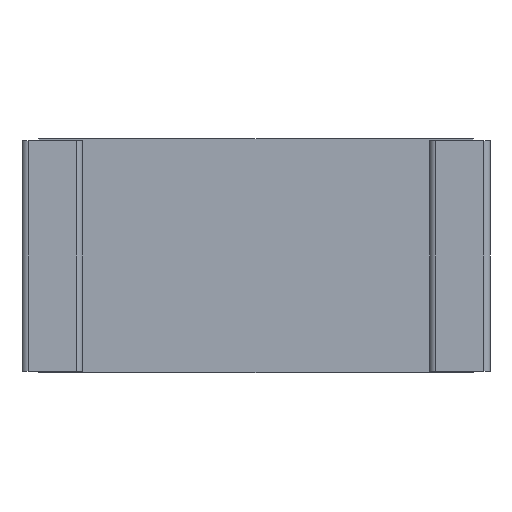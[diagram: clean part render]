
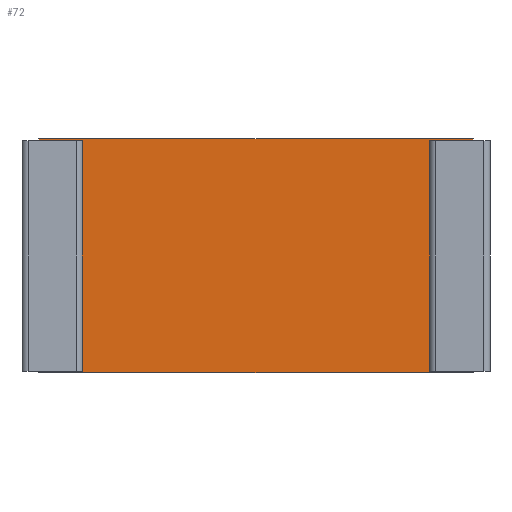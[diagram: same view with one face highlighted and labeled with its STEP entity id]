
A CAD part, front view. The second image highlights one B-rep face of the part: STEP entity #72.
In plain terms, the highlighted planar face has unit normal (0, -1, 0).
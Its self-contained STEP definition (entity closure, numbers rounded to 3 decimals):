
#72=ADVANCED_FACE('',(#141),#142,.F.);
#141=FACE_OUTER_BOUND('',#224,.T.);
#142=PLANE('',#225);
#224=EDGE_LOOP('',(#488,#489,#490,#491,#492,#493,#494,#495,#496,#497,#498,#499));
#225=AXIS2_PLACEMENT_3D('',#500,#501,#502);
#488=ORIENTED_EDGE('',*,*,#701,.T.);
#489=ORIENTED_EDGE('',*,*,#693,.T.);
#490=ORIENTED_EDGE('',*,*,#643,.F.);
#491=ORIENTED_EDGE('',*,*,#702,.T.);
#492=ORIENTED_EDGE('',*,*,#699,.T.);
#493=ORIENTED_EDGE('',*,*,#687,.F.);
#494=ORIENTED_EDGE('',*,*,#703,.F.);
#495=ORIENTED_EDGE('',*,*,#652,.T.);
#496=ORIENTED_EDGE('',*,*,#698,.T.);
#497=ORIENTED_EDGE('',*,*,#606,.F.);
#498=ORIENTED_EDGE('',*,*,#640,.F.);
#499=ORIENTED_EDGE('',*,*,#658,.F.);
#500=CARTESIAN_POINT('',(1.44,-0.165,0.775));
#501=DIRECTION('',(-0.0,1.0,0.0));
#502=DIRECTION('',(1.0,0.0,0.0));
#606=EDGE_CURVE('',#720,#722,#723,.T.);
#640=EDGE_CURVE('',#784,#720,#785,.T.);
#643=EDGE_CURVE('',#787,#789,#790,.T.);
#652=EDGE_CURVE('',#806,#804,#807,.T.);
#658=EDGE_CURVE('',#816,#784,#818,.T.);
#687=EDGE_CURVE('',#861,#863,#864,.T.);
#693=EDGE_CURVE('',#874,#789,#875,.T.);
#698=EDGE_CURVE('',#804,#722,#883,.T.);
#699=EDGE_CURVE('',#884,#863,#885,.T.);
#701=EDGE_CURVE('',#816,#874,#887,.T.);
#702=EDGE_CURVE('',#787,#884,#888,.T.);
#703=EDGE_CURVE('',#806,#861,#889,.T.);
#720=VERTEX_POINT('',#910);
#722=VERTEX_POINT('',#913);
#723=LINE('',#914,#915);
#784=VERTEX_POINT('',#1009);
#785=LINE('',#1010,#1011);
#787=VERTEX_POINT('',#1014);
#789=VERTEX_POINT('',#1017);
#790=LINE('',#1018,#1019);
#804=VERTEX_POINT('',#1038);
#806=VERTEX_POINT('',#1041);
#807=LINE('',#1042,#1043);
#816=VERTEX_POINT('',#1054);
#818=LINE('',#1057,#1058);
#861=VERTEX_POINT('',#1123);
#863=VERTEX_POINT('',#1126);
#864=LINE('',#1127,#1128);
#874=VERTEX_POINT('',#1142);
#875=LINE('',#1143,#1144);
#883=LINE('',#1154,#1155);
#884=VERTEX_POINT('',#1156);
#885=LINE('',#1157,#1158);
#887=LINE('',#1161,#1162);
#888=LINE('',#1163,#1164);
#889=LINE('',#1165,#1166);
#910=CARTESIAN_POINT('',(1.44,-0.165,-0.775));
#913=CARTESIAN_POINT('',(-1.44,-0.165,-0.775));
#914=CARTESIAN_POINT('',(1.44,-0.165,-0.775));
#915=VECTOR('',#1202,2.88);
#1009=CARTESIAN_POINT('',(1.44,-0.165,-0.765));
#1010=CARTESIAN_POINT('',(1.44,-0.165,-0.765));
#1011=VECTOR('',#1236,0.01);
#1014=CARTESIAN_POINT('',(1.44,-0.165,0.775));
#1017=CARTESIAN_POINT('',(1.44,-0.165,0.765));
#1018=CARTESIAN_POINT('',(1.44,-0.165,0.775));
#1019=VECTOR('',#1239,0.01);
#1038=CARTESIAN_POINT('',(-1.44,-0.165,-0.765));
#1041=CARTESIAN_POINT('',(-1.15,-0.165,-0.765));
#1042=CARTESIAN_POINT('',(-1.15,-0.165,-0.765));
#1043=VECTOR('',#1252,0.29);
#1054=CARTESIAN_POINT('',(1.15,-0.165,-0.765));
#1057=CARTESIAN_POINT('',(1.15,-0.165,-0.765));
#1058=VECTOR('',#1262,0.29);
#1123=CARTESIAN_POINT('',(-1.15,-0.165,0.765));
#1126=CARTESIAN_POINT('',(-1.44,-0.165,0.765));
#1127=CARTESIAN_POINT('',(-1.15,-0.165,0.765));
#1128=VECTOR('',#1301,0.29);
#1142=CARTESIAN_POINT('',(1.15,-0.165,0.765));
#1143=CARTESIAN_POINT('',(1.15,-0.165,0.765));
#1144=VECTOR('',#1309,0.29);
#1154=CARTESIAN_POINT('',(-1.44,-0.165,-0.765));
#1155=VECTOR('',#1318,0.01);
#1156=CARTESIAN_POINT('',(-1.44,-0.165,0.775));
#1157=CARTESIAN_POINT('',(-1.44,-0.165,0.775));
#1158=VECTOR('',#1319,0.01);
#1161=CARTESIAN_POINT('',(1.15,-0.165,-0.765));
#1162=VECTOR('',#1321,1.53);
#1163=CARTESIAN_POINT('',(1.44,-0.165,0.775));
#1164=VECTOR('',#1322,2.88);
#1165=CARTESIAN_POINT('',(-1.15,-0.165,-0.765));
#1166=VECTOR('',#1323,1.53);
#1202=DIRECTION('',(-1.0,0.0,0.0));
#1236=DIRECTION('',(0.0,0.0,-1.0));
#1239=DIRECTION('',(0.0,0.0,-1.0));
#1252=DIRECTION('',(-1.0,0.0,0.0));
#1262=DIRECTION('',(1.0,0.0,0.0));
#1301=DIRECTION('',(-1.0,0.0,0.0));
#1309=DIRECTION('',(1.0,0.0,0.0));
#1318=DIRECTION('',(0.0,0.0,-1.0));
#1319=DIRECTION('',(0.0,0.0,-1.0));
#1321=DIRECTION('',(0.0,0.0,1.0));
#1322=DIRECTION('',(-1.0,0.0,0.0));
#1323=DIRECTION('',(0.0,0.0,1.0));
